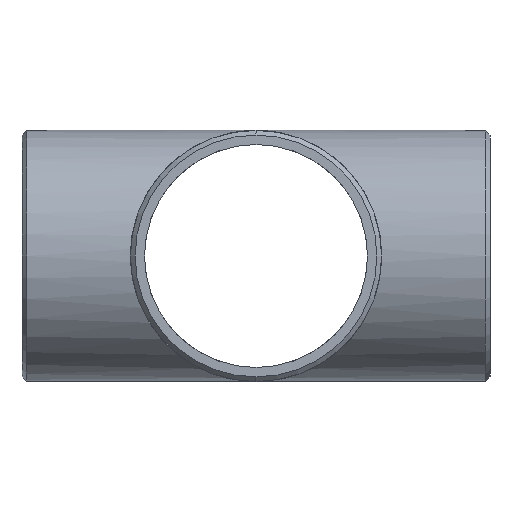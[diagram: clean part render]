
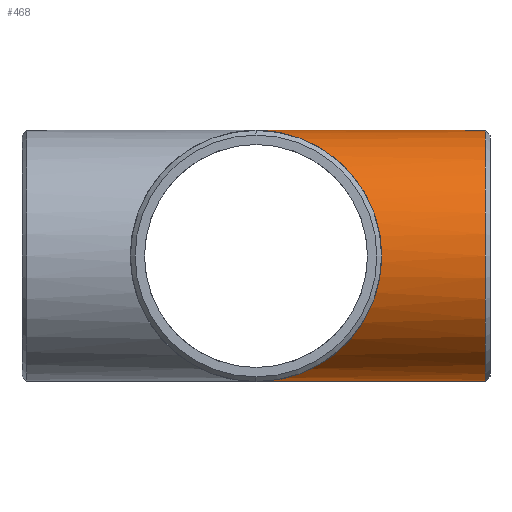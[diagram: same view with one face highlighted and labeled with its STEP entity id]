
A CAD part, left-side view. The second image highlights one B-rep face of the part: STEP entity #468.
In plain terms, the highlighted cylindrical face has radius 51 mm (diameter 102 mm), a partial arc.
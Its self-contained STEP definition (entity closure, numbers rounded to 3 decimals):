
#3 = CARTESIAN_POINT ( 'NONE',  ( 0., 0., 51. ) ) ;
#11 = DIRECTION ( 'NONE',  ( 0., 1., 0. ) ) ;
#53 = ORIENTED_EDGE ( 'NONE', *, *, #549, .T. ) ;
#71 = DIRECTION ( 'NONE',  ( 0., 1., 0. ) ) ;
#79 = DIRECTION ( 'NONE',  ( 0., 1., 0. ) ) ;
#128 = ORIENTED_EDGE ( 'NONE', *, *, #662, .F. ) ;
#175 = VERTEX_POINT ( 'NONE', #230 ) ;
#230 = CARTESIAN_POINT ( 'NONE',  ( 0., 0., -51. ) ) ;
#248 = VECTOR ( 'NONE', #79, 1000. ) ;
#322 = LINE ( 'NONE', #737, #248 ) ;
#337 = VECTOR ( 'NONE', #730, 1000. ) ;
#351 = AXIS2_PLACEMENT_3D ( 'NONE', #674, #71, #800 ) ;
#375 = CARTESIAN_POINT ( 'NONE',  ( 0., 0., -51. ) ) ;
#381 = CARTESIAN_POINT ( 'NONE',  ( 0., -95., 0. ) ) ;
#418 = ORIENTED_EDGE ( 'NONE', *, *, #512, .T. ) ;
#427 = CARTESIAN_POINT ( 'NONE',  ( 0., 0., 51. ) ) ;
#455 = CARTESIAN_POINT ( 'NONE',  ( -102., -102., 51. ) ) ;
#468 = ADVANCED_FACE ( 'NONE', ( #501 ), #742, .T. ) ;
#499 = CIRCLE ( 'NONE', #351, 51. ) ;
#501 = FACE_OUTER_BOUND ( 'NONE', #726, .T. ) ;
#507 = CARTESIAN_POINT ( 'NONE',  ( -102., -102., -51. ) ) ;
#512 = EDGE_CURVE ( 'NONE', #706, #748, #499, .T. ) ;
#519 =( BOUNDED_CURVE ( )  B_SPLINE_CURVE ( 3, ( #375, #507, #455, #3 ),
 .UNSPECIFIED., .F., .F. ) 
 B_SPLINE_CURVE_WITH_KNOTS ( ( 4, 4 ),
 ( 4.712, 7.854 ),
 .UNSPECIFIED. ) 
 CURVE ( )  GEOMETRIC_REPRESENTATION_ITEM ( )  RATIONAL_B_SPLINE_CURVE ( ( 1., 0.333, 0.333, 1. ) ) 
 REPRESENTATION_ITEM ( '' )  );
#548 = LINE ( 'NONE', #723, #337 ) ;
#549 = EDGE_CURVE ( 'NONE', #748, #702, #322, .T. ) ;
#567 = ORIENTED_EDGE ( 'NONE', *, *, #733, .F. ) ;
#618 = CARTESIAN_POINT ( 'NONE',  ( 0., -93.087, 51. ) ) ;
#626 = AXIS2_PLACEMENT_3D ( 'NONE', #381, #11, #749 ) ;
#662 = EDGE_CURVE ( 'NONE', #706, #175, #548, .T. ) ;
#668 = CARTESIAN_POINT ( 'NONE',  ( 0., -93.087, -51. ) ) ;
#674 = CARTESIAN_POINT ( 'NONE',  ( 0., -93.087, 0. ) ) ;
#702 = VERTEX_POINT ( 'NONE', #427 ) ;
#706 = VERTEX_POINT ( 'NONE', #668 ) ;
#723 = CARTESIAN_POINT ( 'NONE',  ( 0., -95., -51. ) ) ;
#726 = EDGE_LOOP ( 'NONE', ( #418, #53, #567, #128 ) ) ;
#730 = DIRECTION ( 'NONE',  ( 0., 1., 0. ) ) ;
#733 = EDGE_CURVE ( 'NONE', #175, #702, #519, .T. ) ;
#737 = CARTESIAN_POINT ( 'NONE',  ( 0., -95., 51. ) ) ;
#742 = CYLINDRICAL_SURFACE ( 'NONE', #626, 51. ) ;
#748 = VERTEX_POINT ( 'NONE', #618 ) ;
#749 = DIRECTION ( 'NONE',  ( 0., 0., -1. ) ) ;
#800 = DIRECTION ( 'NONE',  ( 0., 0., -1. ) ) ;
